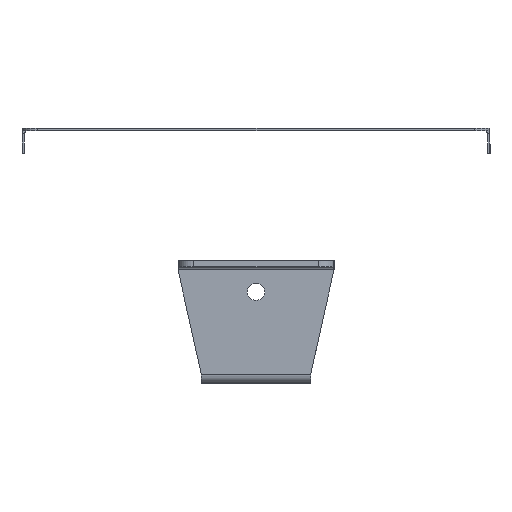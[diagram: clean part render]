
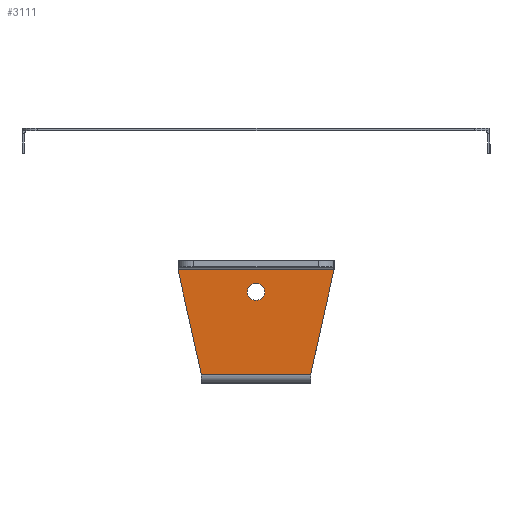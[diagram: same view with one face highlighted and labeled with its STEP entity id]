
A CAD part, left-side view. The second image highlights one B-rep face of the part: STEP entity #3111.
In plain terms, the highlighted planar face has unit normal (-1, 0, 0).
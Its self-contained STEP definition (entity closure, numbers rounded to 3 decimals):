
#6 = PLANE ( 'NONE',  #283 ) ;
#170 = ORIENTED_EDGE ( 'NONE', *, *, #1172, .F. ) ;
#283 = AXIS2_PLACEMENT_3D ( 'NONE', #4968, #1825, #4169 ) ;
#354 = EDGE_CURVE ( 'NONE', #1011, #1905, #1012, .T. ) ;
#406 = LINE ( 'NONE', #2097, #407 ) ;
#407 = VECTOR ( 'NONE', #4031, 1000. ) ;
#517 = VERTEX_POINT ( 'NONE', #2878 ) ;
#519 = CARTESIAN_POINT ( 'NONE',  ( -2., 0., -10. ) ) ;
#796 = DIRECTION ( 'NONE',  ( 0., 0., 1. ) ) ;
#902 = CARTESIAN_POINT ( 'NONE',  ( -2., -23.253, -10.803 ) ) ;
#923 = DIRECTION ( 'NONE',  ( -1., 0., 0. ) ) ;
#968 = FACE_OUTER_BOUND ( 'NONE', #4959, .T. ) ;
#1011 = VERTEX_POINT ( 'NONE', #5451 ) ;
#1012 = CIRCLE ( 'NONE', #2231, 2.75 ) ;
#1172 = EDGE_CURVE ( 'NONE', #517, #1375, #406, .T. ) ;
#1174 = EDGE_CURVE ( 'NONE', #1905, #1011, #1191, .T. ) ;
#1191 = CIRCLE ( 'NONE', #5458, 2.75 ) ;
#1375 = VERTEX_POINT ( 'NONE', #2390 ) ;
#1442 = EDGE_LOOP ( 'NONE', ( #3149, #5311 ) ) ;
#1558 = EDGE_CURVE ( 'NONE', #4201, #517, #3263, .T. ) ;
#1629 = ORIENTED_EDGE ( 'NONE', *, *, #4025, .F. ) ;
#1662 = DIRECTION ( 'NONE',  ( 0., -1., 0. ) ) ;
#1709 = VECTOR ( 'NONE', #5521, 1000. ) ;
#1825 = DIRECTION ( 'NONE',  ( -1., 0., 0. ) ) ;
#1905 = VERTEX_POINT ( 'NONE', #5540 ) ;
#2097 = CARTESIAN_POINT ( 'NONE',  ( -2., 25., -3. ) ) ;
#2222 = ORIENTED_EDGE ( 'NONE', *, *, #2592, .T. ) ;
#2231 = AXIS2_PLACEMENT_3D ( 'NONE', #519, #923, #3182 ) ;
#2390 = CARTESIAN_POINT ( 'NONE',  ( -2., -25., -3. ) ) ;
#2438 = VECTOR ( 'NONE', #3674, 1000. ) ;
#2447 = CARTESIAN_POINT ( 'NONE',  ( -2., 17.5, -36.5 ) ) ;
#2511 = LINE ( 'NONE', #4275, #5866 ) ;
#2592 = EDGE_CURVE ( 'NONE', #4201, #4260, #2511, .T. ) ;
#2878 = CARTESIAN_POINT ( 'NONE',  ( -2., 25., -3. ) ) ;
#3111 = ADVANCED_FACE ( 'NONE', ( #5028, #968 ), #6, .T. ) ;
#3149 = ORIENTED_EDGE ( 'NONE', *, *, #1174, .F. ) ;
#3182 = DIRECTION ( 'NONE',  ( 0., 0., 1. ) ) ;
#3263 = LINE ( 'NONE', #3686, #1709 ) ;
#3403 = ORIENTED_EDGE ( 'NONE', *, *, #1558, .F. ) ;
#3674 = DIRECTION ( 'NONE',  ( 0., 0.218, -0.976 ) ) ;
#3686 = CARTESIAN_POINT ( 'NONE',  ( -2., 25.64, -0.143 ) ) ;
#3702 = LINE ( 'NONE', #902, #2438 ) ;
#4025 = EDGE_CURVE ( 'NONE', #1375, #4260, #3702, .T. ) ;
#4031 = DIRECTION ( 'NONE',  ( 0., -1., 0. ) ) ;
#4169 = DIRECTION ( 'NONE',  ( 0., 0., 1. ) ) ;
#4201 = VERTEX_POINT ( 'NONE', #2447 ) ;
#4260 = VERTEX_POINT ( 'NONE', #5659 ) ;
#4275 = CARTESIAN_POINT ( 'NONE',  ( -2., 25., -36.5 ) ) ;
#4959 = EDGE_LOOP ( 'NONE', ( #2222, #1629, #170, #3403 ) ) ;
#4968 = CARTESIAN_POINT ( 'NONE',  ( -2., 25., 0. ) ) ;
#5028 = FACE_BOUND ( 'NONE', #1442, .T. ) ;
#5311 = ORIENTED_EDGE ( 'NONE', *, *, #354, .F. ) ;
#5382 = DIRECTION ( 'NONE',  ( -1., 0., 0. ) ) ;
#5417 = CARTESIAN_POINT ( 'NONE',  ( -2., 0., -10. ) ) ;
#5451 = CARTESIAN_POINT ( 'NONE',  ( -2., 0., -7.25 ) ) ;
#5458 = AXIS2_PLACEMENT_3D ( 'NONE', #5417, #5382, #796 ) ;
#5521 = DIRECTION ( 'NONE',  ( 0., 0.218, 0.976 ) ) ;
#5540 = CARTESIAN_POINT ( 'NONE',  ( -2., 0., -12.75 ) ) ;
#5659 = CARTESIAN_POINT ( 'NONE',  ( -2., -17.5, -36.5 ) ) ;
#5866 = VECTOR ( 'NONE', #1662, 1000. ) ;
